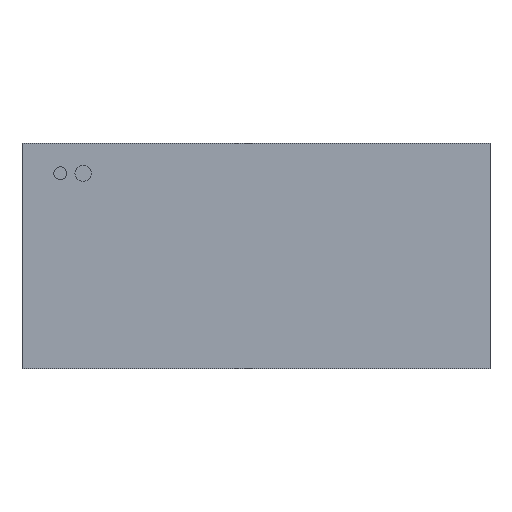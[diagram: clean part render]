
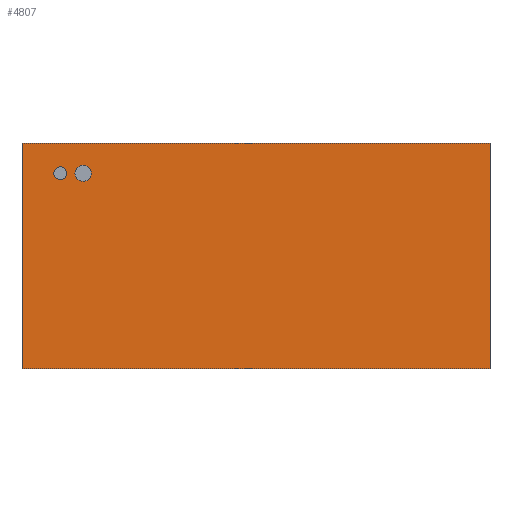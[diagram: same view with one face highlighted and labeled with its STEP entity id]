
A CAD part, front view. The second image highlights one B-rep face of the part: STEP entity #4807.
In plain terms, the highlighted planar face has unit normal (0, -1, 0).
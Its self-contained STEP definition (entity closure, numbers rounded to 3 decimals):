
#76=FACE_BOUND('',#677,.T.);
#77=FACE_BOUND('',#678,.T.);
#99=PLANE('',#5160);
#379=FACE_OUTER_BOUND('',#676,.T.);
#676=EDGE_LOOP('',(#3473,#3474,#3475,#3476));
#677=EDGE_LOOP('',(#3477));
#678=EDGE_LOOP('',(#3478));
#988=LINE('',#6835,#1630);
#990=LINE('',#6839,#1632);
#992=LINE('',#6843,#1634);
#994=LINE('',#6846,#1636);
#1630=VECTOR('',#5525,10.);
#1632=VECTOR('',#5529,10.);
#1634=VECTOR('',#5533,10.);
#1636=VECTOR('',#5537,10.);
#2254=CIRCLE('',#5144,20.);
#2256=CIRCLE('',#5148,25.);
#2290=VERTEX_POINT('',#6786);
#2292=VERTEX_POINT('',#6793);
#2305=VERTEX_POINT('',#6832);
#2306=VERTEX_POINT('',#6834);
#2307=VERTEX_POINT('',#6838);
#2308=VERTEX_POINT('',#6842);
#2743=EDGE_CURVE('',#2290,#2290,#2254,.T.);
#2746=EDGE_CURVE('',#2292,#2292,#2256,.T.);
#2764=EDGE_CURVE('',#2306,#2305,#988,.T.);
#2766=EDGE_CURVE('',#2307,#2306,#990,.T.);
#2768=EDGE_CURVE('',#2308,#2307,#992,.T.);
#2770=EDGE_CURVE('',#2305,#2308,#994,.T.);
#3473=ORIENTED_EDGE('',*,*,#2770,.T.);
#3474=ORIENTED_EDGE('',*,*,#2768,.T.);
#3475=ORIENTED_EDGE('',*,*,#2766,.T.);
#3476=ORIENTED_EDGE('',*,*,#2764,.T.);
#3477=ORIENTED_EDGE('',*,*,#2743,.T.);
#3478=ORIENTED_EDGE('',*,*,#2746,.T.);
#4807=ADVANCED_FACE('',(#379,#76,#77),#99,.T.);
#5144=AXIS2_PLACEMENT_3D('',#6788,#5481,#5482);
#5148=AXIS2_PLACEMENT_3D('',#6795,#5490,#5491);
#5160=AXIS2_PLACEMENT_3D('',#6847,#5538,#5539);
#5481=DIRECTION('center_axis',(0.,1.,0.));
#5482=DIRECTION('ref_axis',(1.,0.,0.));
#5490=DIRECTION('center_axis',(0.,1.,0.));
#5491=DIRECTION('ref_axis',(1.,0.,0.));
#5525=DIRECTION('',(-1.,0.,0.));
#5529=DIRECTION('',(0.,0.,1.));
#5533=DIRECTION('',(1.,0.,0.));
#5537=DIRECTION('',(0.,0.,-1.));
#5538=DIRECTION('center_axis',(0.,-1.,0.));
#5539=DIRECTION('ref_axis',(0.,0.,-1.));
#6786=CARTESIAN_POINT('',(-622.,-370.,254.5));
#6788=CARTESIAN_POINT('Origin',(-602.,-370.,254.5));
#6793=CARTESIAN_POINT('',(-557.,-370.,254.5));
#6795=CARTESIAN_POINT('Origin',(-532.,-370.,254.5));
#6832=CARTESIAN_POINT('',(-720.,-370.,347.5));
#6834=CARTESIAN_POINT('',(720.,-370.,347.5));
#6835=CARTESIAN_POINT('',(-720.,-370.,347.5));
#6838=CARTESIAN_POINT('',(720.,-370.,-347.5));
#6839=CARTESIAN_POINT('',(720.,-370.,347.5));
#6842=CARTESIAN_POINT('',(-720.,-370.,-347.5));
#6843=CARTESIAN_POINT('',(720.,-370.,-347.5));
#6846=CARTESIAN_POINT('',(-720.,-370.,-347.5));
#6847=CARTESIAN_POINT('Origin',(0.,-370.,0.));
